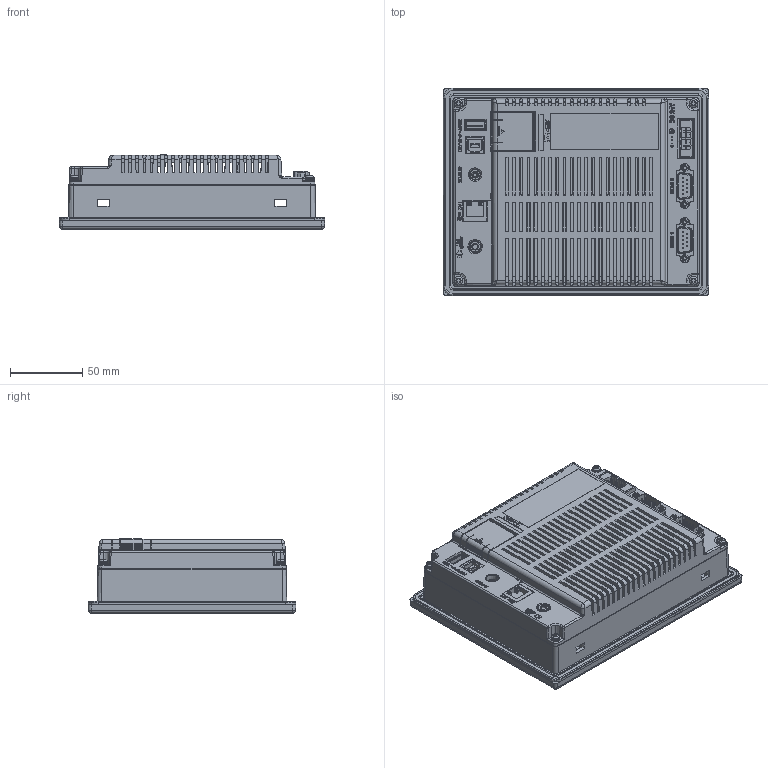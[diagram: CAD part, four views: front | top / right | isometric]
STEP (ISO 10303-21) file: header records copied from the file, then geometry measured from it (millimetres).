
FILE_DESCRIPTION(/* description */ ('Alibre Inc.'),/* implementation_level */ '2;1');
FILE_NAME(/* name */ 'export-62D75C7B-BBAE-4D8D-8DB4-A19E45D02FB3',/* time_stamp */ '2022-11-21T14:02:25+01:00',/* author */ (''),/* organization */ (''),/* preprocessor_version */ 'ST-DEVELOPER v17',/* originating_system */ 'Alibre',/* authorisation */ '');
FILE_SCHEMA (('AUTOMOTIVE_DESIGN'));
Length unit declared in the file: millimetre
Products named in the file (21): DOP-107EG
Bounding box: 184.1 x 144.1 x 51.4 mm (x, y, z)
Volume: 189141.2 mm3; surface area: 212526.2 mm2
Topology: 33 solids, 34 shells, 4182 faces, 11137 edges, 7118 vertices
Faces by surface type: plane 2348, cylinder 989, bspline 489, torus 160, cone 123, sphere 73
Full cylindrical faces by diameter (mm): 2.2 x2
Entity records: 360611 total; most frequent: CARTESIAN_POINT 263246, ORIENTED_EDGE 22150, DIRECTION 15790, EDGE_CURVE 11123, VERTEX_POINT 7120, VECTOR 7117, LINE 7117, AXIS2_PLACEMENT_3D 5528
